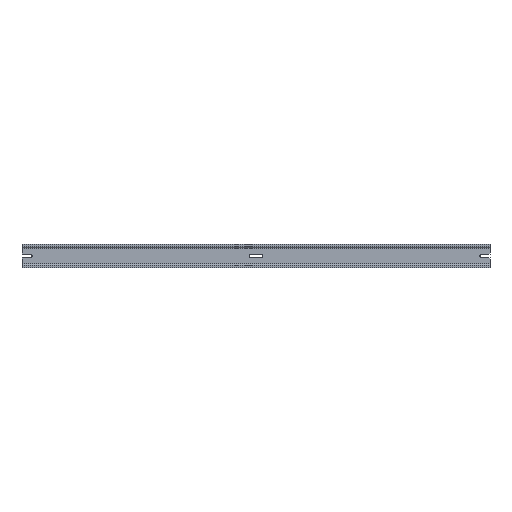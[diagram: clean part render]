
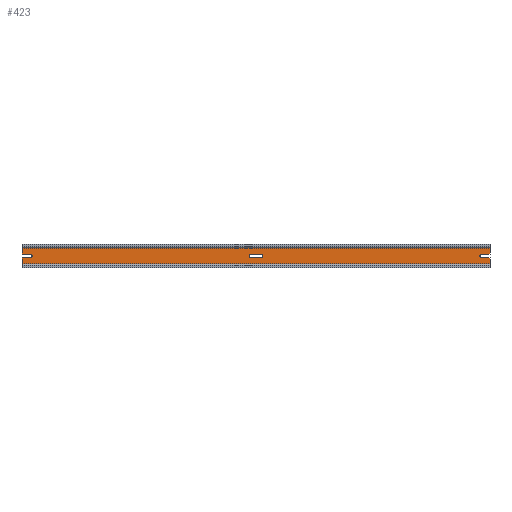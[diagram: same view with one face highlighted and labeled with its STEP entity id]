
A CAD part, top view. The second image highlights one B-rep face of the part: STEP entity #423.
In plain terms, the highlighted planar face has unit normal (0, 0, 1).
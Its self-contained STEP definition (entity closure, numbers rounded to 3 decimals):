
#292=AXIS2_PLACEMENT_3D('Circle Axis2P3D',#290,#291,$) ;
#312=AXIS2_PLACEMENT_3D('Plane Axis2P3D',#309,#310,#311) ;
#346=AXIS2_PLACEMENT_3D('Circle Axis2P3D',#344,#345,$) ;
#388=AXIS2_PLACEMENT_3D('Circle Axis2P3D',#386,#387,$) ;
#43=CARTESIAN_POINT('Vertex',(339.25,20.25,1.5)) ;
#57=CARTESIAN_POINT('Vertex',(353.75,20.25,1.5)) ;
#60=CARTESIAN_POINT('Line Origine',(346.5,20.25,1.5)) ;
#78=CARTESIAN_POINT('Control Point',(339.25,20.25,1.5)) ;
#79=CARTESIAN_POINT('Control Point',(338.386,20.25,1.5)) ;
#80=CARTESIAN_POINT('Control Point',(337.522,19.911,1.5)) ;
#81=CARTESIAN_POINT('Control Point',(336.839,19.228,1.5)) ;
#82=CARTESIAN_POINT('Control Point',(336.161,17.5,1.5)) ;
#83=CARTESIAN_POINT('Control Point',(336.839,15.772,1.5)) ;
#84=CARTESIAN_POINT('Control Point',(337.522,15.089,1.5)) ;
#85=CARTESIAN_POINT('Control Point',(338.386,14.75,1.5)) ;
#86=CARTESIAN_POINT('Control Point',(339.25,14.75,1.5)) ;
#87=CARTESIAN_POINT('Vertex',(339.25,14.75,1.5)) ;
#290=CARTESIAN_POINT('Axis2P3D Location',(353.75,17.5,1.5)) ;
#294=CARTESIAN_POINT('Vertex',(353.75,14.75,1.5)) ;
#309=CARTESIAN_POINT('Axis2P3D Location',(0.,29.,1.5)) ;
#314=CARTESIAN_POINT('Line Origine',(0.,10.375,1.5)) ;
#318=CARTESIAN_POINT('Vertex',(0.,14.75,1.5)) ;
#320=CARTESIAN_POINT('Vertex',(0.,6.,1.5)) ;
#323=CARTESIAN_POINT('Line Origine',(346.5,6.,1.5)) ;
#327=CARTESIAN_POINT('Vertex',(693.,6.,1.5)) ;
#330=CARTESIAN_POINT('Line Origine',(693.,10.375,1.5)) ;
#334=CARTESIAN_POINT('Vertex',(693.,14.75,1.5)) ;
#337=CARTESIAN_POINT('Line Origine',(686.875,14.75,1.5)) ;
#341=CARTESIAN_POINT('Vertex',(680.75,14.75,1.5)) ;
#344=CARTESIAN_POINT('Axis2P3D Location',(680.75,17.5,1.5)) ;
#348=CARTESIAN_POINT('Vertex',(680.75,20.25,1.5)) ;
#351=CARTESIAN_POINT('Line Origine',(686.875,20.25,1.5)) ;
#355=CARTESIAN_POINT('Vertex',(693.,20.25,1.5)) ;
#358=CARTESIAN_POINT('Line Origine',(693.,24.625,1.5)) ;
#362=CARTESIAN_POINT('Vertex',(693.,29.,1.5)) ;
#365=CARTESIAN_POINT('Line Origine',(346.5,29.,1.5)) ;
#369=CARTESIAN_POINT('Vertex',(0.,29.,1.5)) ;
#372=CARTESIAN_POINT('Line Origine',(0.,24.625,1.5)) ;
#376=CARTESIAN_POINT('Vertex',(0.,20.25,1.5)) ;
#379=CARTESIAN_POINT('Line Origine',(6.125,20.25,1.5)) ;
#383=CARTESIAN_POINT('Vertex',(12.25,20.25,1.5)) ;
#386=CARTESIAN_POINT('Axis2P3D Location',(12.25,17.5,1.5)) ;
#390=CARTESIAN_POINT('Vertex',(12.25,14.75,1.5)) ;
#393=CARTESIAN_POINT('Line Origine',(6.125,14.75,1.5)) ;
#412=CARTESIAN_POINT('Line Origine',(346.5,14.75,1.5)) ;
#61=DIRECTION('Vector Direction',(1.,0.,0.)) ;
#291=DIRECTION('Axis2P3D Direction',(0.,0.,1.)) ;
#310=DIRECTION('Axis2P3D Direction',(-0.,0.,1.)) ;
#311=DIRECTION('Axis2P3D XDirection',(0.,-1.,0.)) ;
#315=DIRECTION('Vector Direction',(0.,-1.,0.)) ;
#324=DIRECTION('Vector Direction',(1.,0.,0.)) ;
#331=DIRECTION('Vector Direction',(0.,-1.,0.)) ;
#338=DIRECTION('Vector Direction',(1.,0.,0.)) ;
#345=DIRECTION('Axis2P3D Direction',(-0.,0.,1.)) ;
#352=DIRECTION('Vector Direction',(1.,0.,0.)) ;
#359=DIRECTION('Vector Direction',(0.,-1.,0.)) ;
#366=DIRECTION('Vector Direction',(1.,0.,0.)) ;
#373=DIRECTION('Vector Direction',(0.,-1.,0.)) ;
#380=DIRECTION('Vector Direction',(-1.,0.,0.)) ;
#387=DIRECTION('Axis2P3D Direction',(-0.,0.,1.)) ;
#394=DIRECTION('Vector Direction',(-1.,0.,0.)) ;
#413=DIRECTION('Vector Direction',(-1.,0.,0.)) ;
#62=VECTOR('Line Direction',#61,1.) ;
#316=VECTOR('Line Direction',#315,1.) ;
#325=VECTOR('Line Direction',#324,1.) ;
#332=VECTOR('Line Direction',#331,1.) ;
#339=VECTOR('Line Direction',#338,1.) ;
#353=VECTOR('Line Direction',#352,1.) ;
#360=VECTOR('Line Direction',#359,1.) ;
#367=VECTOR('Line Direction',#366,1.) ;
#374=VECTOR('Line Direction',#373,1.) ;
#381=VECTOR('Line Direction',#380,1.) ;
#395=VECTOR('Line Direction',#394,1.) ;
#414=VECTOR('Line Direction',#413,1.) ;
#399=ORIENTED_EDGE('',*,*,#322,.T.) ;
#400=ORIENTED_EDGE('',*,*,#329,.T.) ;
#401=ORIENTED_EDGE('',*,*,#336,.F.) ;
#402=ORIENTED_EDGE('',*,*,#343,.F.) ;
#403=ORIENTED_EDGE('',*,*,#350,.F.) ;
#404=ORIENTED_EDGE('',*,*,#357,.T.) ;
#405=ORIENTED_EDGE('',*,*,#364,.F.) ;
#406=ORIENTED_EDGE('',*,*,#371,.F.) ;
#407=ORIENTED_EDGE('',*,*,#378,.T.) ;
#408=ORIENTED_EDGE('',*,*,#385,.F.) ;
#409=ORIENTED_EDGE('',*,*,#392,.F.) ;
#410=ORIENTED_EDGE('',*,*,#397,.T.) ;
#418=ORIENTED_EDGE('',*,*,#296,.F.) ;
#419=ORIENTED_EDGE('',*,*,#416,.T.) ;
#420=ORIENTED_EDGE('',*,*,#89,.F.) ;
#421=ORIENTED_EDGE('',*,*,#64,.T.) ;
#422=FACE_BOUND('',#417,.T.) ;
#423=ADVANCED_FACE('Rail',(#411,#422),#313,.T.) ;
#77=B_SPLINE_CURVE_WITH_KNOTS('',5,(#78,#79,#80,#81,#82,#83,#84,#85,#86),.UNSPECIFIED.,.F.,.U.,(6,3,6),(-4.32,0.,4.32),.UNSPECIFIED.) ;
#293=CIRCLE('generated circle',#292,2.75) ;
#347=CIRCLE('generated circle',#346,2.75) ;
#389=CIRCLE('generated circle',#388,2.75) ;
#64=EDGE_CURVE('',#44,#58,#63,.T.) ;
#89=EDGE_CURVE('',#44,#88,#77,.T.) ;
#296=EDGE_CURVE('',#295,#58,#293,.T.) ;
#322=EDGE_CURVE('',#319,#321,#317,.T.) ;
#329=EDGE_CURVE('',#321,#328,#326,.T.) ;
#336=EDGE_CURVE('',#335,#328,#333,.T.) ;
#343=EDGE_CURVE('',#342,#335,#340,.T.) ;
#350=EDGE_CURVE('',#349,#342,#347,.T.) ;
#357=EDGE_CURVE('',#349,#356,#354,.T.) ;
#364=EDGE_CURVE('',#363,#356,#361,.T.) ;
#371=EDGE_CURVE('',#370,#363,#368,.T.) ;
#378=EDGE_CURVE('',#370,#377,#375,.T.) ;
#385=EDGE_CURVE('',#384,#377,#382,.T.) ;
#392=EDGE_CURVE('',#391,#384,#389,.T.) ;
#397=EDGE_CURVE('',#391,#319,#396,.T.) ;
#416=EDGE_CURVE('',#295,#88,#415,.T.) ;
#398=EDGE_LOOP('',(#399,#400,#401,#402,#403,#404,#405,#406,#407,#408,#409,#410)) ;
#417=EDGE_LOOP('',(#418,#419,#420,#421)) ;
#411=FACE_OUTER_BOUND('',#398,.T.) ;
#63=LINE('Line',#60,#62) ;
#317=LINE('Line',#314,#316) ;
#326=LINE('Line',#323,#325) ;
#333=LINE('Line',#330,#332) ;
#340=LINE('Line',#337,#339) ;
#354=LINE('Line',#351,#353) ;
#361=LINE('Line',#358,#360) ;
#368=LINE('Line',#365,#367) ;
#375=LINE('Line',#372,#374) ;
#382=LINE('Line',#379,#381) ;
#396=LINE('Line',#393,#395) ;
#415=LINE('Line',#412,#414) ;
#313=PLANE('',#312) ;
#44=VERTEX_POINT('',#43) ;
#58=VERTEX_POINT('',#57) ;
#88=VERTEX_POINT('',#87) ;
#295=VERTEX_POINT('',#294) ;
#319=VERTEX_POINT('',#318) ;
#321=VERTEX_POINT('',#320) ;
#328=VERTEX_POINT('',#327) ;
#335=VERTEX_POINT('',#334) ;
#342=VERTEX_POINT('',#341) ;
#349=VERTEX_POINT('',#348) ;
#356=VERTEX_POINT('',#355) ;
#363=VERTEX_POINT('',#362) ;
#370=VERTEX_POINT('',#369) ;
#377=VERTEX_POINT('',#376) ;
#384=VERTEX_POINT('',#383) ;
#391=VERTEX_POINT('',#390) ;
